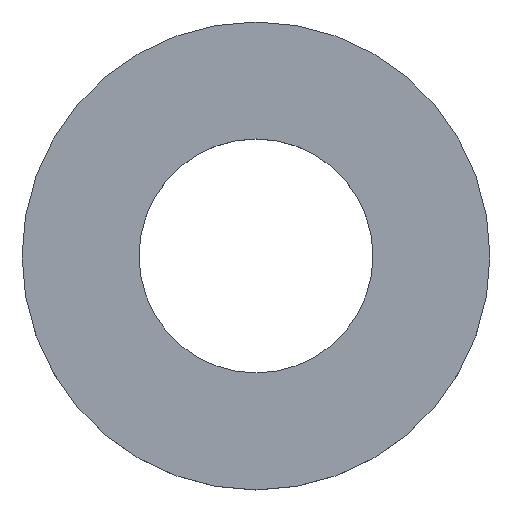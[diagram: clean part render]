
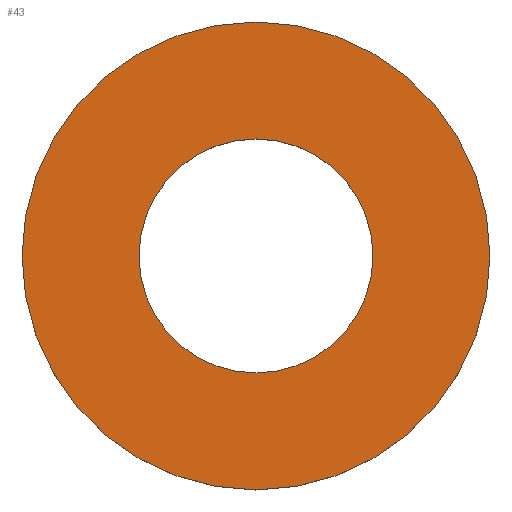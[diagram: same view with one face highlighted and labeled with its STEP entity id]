
A CAD part, top view. The second image highlights one B-rep face of the part: STEP entity #43.
In plain terms, the highlighted planar face has unit normal (0, 0, 1).
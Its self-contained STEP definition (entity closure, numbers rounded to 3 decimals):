
#7 = VERTEX_POINT ( 'NONE', #166 ) ;
#12 = CARTESIAN_POINT ( 'NONE',  ( 0., 0., 1. ) ) ;
#23 = CIRCLE ( 'NONE', #115, 5. ) ;
#28 = CARTESIAN_POINT ( 'NONE',  ( 0., 0., 1. ) ) ;
#29 = PLANE ( 'NONE',  #226 ) ;
#30 = AXIS2_PLACEMENT_3D ( 'NONE', #237, #68, #199 ) ;
#32 = FACE_BOUND ( 'NONE', #73, .T. ) ;
#42 = AXIS2_PLACEMENT_3D ( 'NONE', #28, #185, #123 ) ;
#43 = ADVANCED_FACE ( 'NONE', ( #121, #32 ), #29, .T. ) ;
#46 = EDGE_LOOP ( 'NONE', ( #217, #64 ) ) ;
#51 = VERTEX_POINT ( 'NONE', #90 ) ;
#63 = EDGE_CURVE ( 'NONE', #82, #7, #117, .T. ) ;
#64 = ORIENTED_EDGE ( 'NONE', *, *, #159, .T. ) ;
#68 = DIRECTION ( 'NONE',  ( 0., 0., 1. ) ) ;
#70 = CIRCLE ( 'NONE', #240, 5. ) ;
#73 = EDGE_LOOP ( 'NONE', ( #122, #238 ) ) ;
#82 = VERTEX_POINT ( 'NONE', #219 ) ;
#89 = EDGE_CURVE ( 'NONE', #7, #82, #154, .T. ) ;
#90 = CARTESIAN_POINT ( 'NONE',  ( 5., 0., 1. ) ) ;
#109 = DIRECTION ( 'NONE',  ( 1., 0., 0. ) ) ;
#111 = DIRECTION ( 'NONE',  ( 1., 0., 0. ) ) ;
#115 = AXIS2_PLACEMENT_3D ( 'NONE', #224, #248, #109 ) ;
#117 = CIRCLE ( 'NONE', #30, 2.5 ) ;
#121 = FACE_OUTER_BOUND ( 'NONE', #46, .T. ) ;
#122 = ORIENTED_EDGE ( 'NONE', *, *, #89, .F. ) ;
#123 = DIRECTION ( 'NONE',  ( 1., 0., 0. ) ) ;
#126 = DIRECTION ( 'NONE',  ( 0., 0., 1. ) ) ;
#151 = CARTESIAN_POINT ( 'NONE',  ( 0., 0., 1. ) ) ;
#154 = CIRCLE ( 'NONE', #42, 2.5 ) ;
#159 = EDGE_CURVE ( 'NONE', #51, #183, #70, .T. ) ;
#162 = DIRECTION ( 'NONE',  ( 0., 0., 1. ) ) ;
#166 = CARTESIAN_POINT ( 'NONE',  ( -2.5, 0., 1. ) ) ;
#183 = VERTEX_POINT ( 'NONE', #190 ) ;
#185 = DIRECTION ( 'NONE',  ( 0., 0., 1. ) ) ;
#187 = EDGE_CURVE ( 'NONE', #183, #51, #23, .T. ) ;
#190 = CARTESIAN_POINT ( 'NONE',  ( -5., 0., 1. ) ) ;
#199 = DIRECTION ( 'NONE',  ( 1., 0., 0. ) ) ;
#200 = DIRECTION ( 'NONE',  ( 1., 0., 0. ) ) ;
#217 = ORIENTED_EDGE ( 'NONE', *, *, #187, .T. ) ;
#219 = CARTESIAN_POINT ( 'NONE',  ( 2.5, 0., 1. ) ) ;
#224 = CARTESIAN_POINT ( 'NONE',  ( 0., 0., 1. ) ) ;
#226 = AXIS2_PLACEMENT_3D ( 'NONE', #12, #162, #200 ) ;
#237 = CARTESIAN_POINT ( 'NONE',  ( 0., 0., 1. ) ) ;
#238 = ORIENTED_EDGE ( 'NONE', *, *, #63, .F. ) ;
#240 = AXIS2_PLACEMENT_3D ( 'NONE', #151, #126, #111 ) ;
#248 = DIRECTION ( 'NONE',  ( 0., 0., 1. ) ) ;
